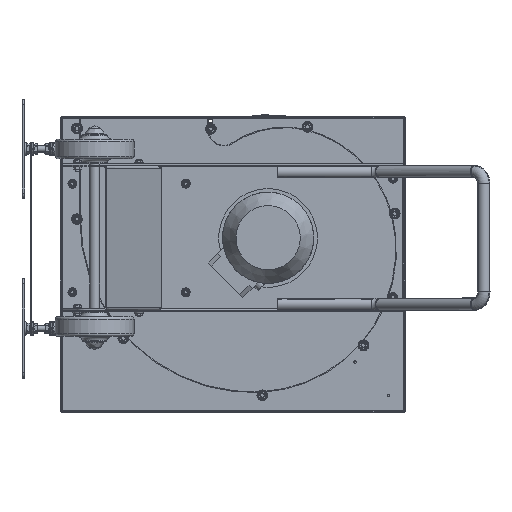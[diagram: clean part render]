
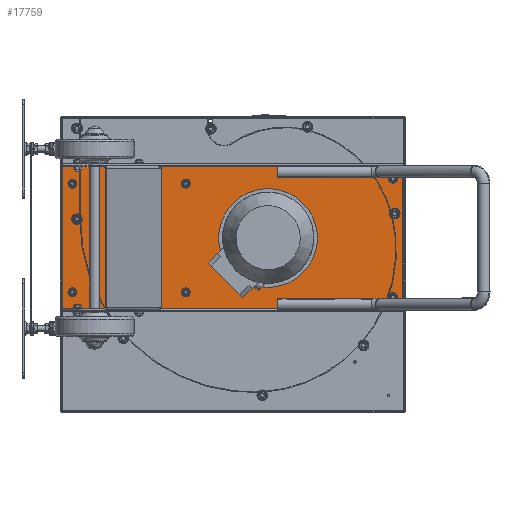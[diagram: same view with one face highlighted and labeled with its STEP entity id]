
A CAD part, top view. The second image highlights one B-rep face of the part: STEP entity #17759.
In plain terms, the highlighted planar face has unit normal (0, 0, 1).
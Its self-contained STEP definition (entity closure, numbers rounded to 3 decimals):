
#1004=FACE_BOUND('',#3677,.T.);
#1005=FACE_BOUND('',#3678,.T.);
#1006=FACE_BOUND('',#3679,.T.);
#1007=FACE_BOUND('',#3680,.T.);
#1008=FACE_BOUND('',#3681,.T.);
#1009=FACE_BOUND('',#3682,.T.);
#1010=FACE_BOUND('',#3683,.T.);
#1011=FACE_BOUND('',#3684,.T.);
#1012=FACE_BOUND('',#3685,.T.);
#1013=FACE_BOUND('',#3686,.T.);
#1014=FACE_BOUND('',#3687,.T.);
#1015=FACE_BOUND('',#3688,.T.);
#1016=FACE_BOUND('',#3689,.T.);
#2427=FACE_OUTER_BOUND('',#3676,.T.);
#3676=EDGE_LOOP('',(#14334,#14335,#14336,#14337));
#3677=EDGE_LOOP('',(#14338));
#3678=EDGE_LOOP('',(#14339));
#3679=EDGE_LOOP('',(#14340));
#3680=EDGE_LOOP('',(#14341));
#3681=EDGE_LOOP('',(#14342));
#3682=EDGE_LOOP('',(#14343));
#3683=EDGE_LOOP('',(#14344));
#3684=EDGE_LOOP('',(#14345));
#3685=EDGE_LOOP('',(#14346));
#3686=EDGE_LOOP('',(#14347));
#3687=EDGE_LOOP('',(#14348));
#3688=EDGE_LOOP('',(#14349));
#3689=EDGE_LOOP('',(#14350));
#5153=CIRCLE('',#19414,4.25);
#5155=CIRCLE('',#19417,4.25);
#5157=CIRCLE('',#19420,4.25);
#5159=CIRCLE('',#19423,4.25);
#5161=CIRCLE('',#19426,4.25);
#5163=CIRCLE('',#19429,4.25);
#5174=CIRCLE('',#19445,5.25);
#5176=CIRCLE('',#19448,5.25);
#5178=CIRCLE('',#19451,5.5);
#5180=CIRCLE('',#19454,5.5);
#5182=CIRCLE('',#19457,5.5);
#5184=CIRCLE('',#19460,5.5);
#5185=CIRCLE('',#19462,65.5);
#6275=LINE('',#28970,#7378);
#6289=LINE('',#29010,#7392);
#6292=LINE('',#29017,#7395);
#6294=LINE('',#29021,#7397);
#7378=VECTOR('',#23471,288.);
#7392=VECTOR('',#23501,288.);
#7395=VECTOR('',#23512,690.);
#7397=VECTOR('',#23518,690.);
#8657=VERTEX_POINT('',#28875);
#8659=VERTEX_POINT('',#28880);
#8661=VERTEX_POINT('',#28885);
#8663=VERTEX_POINT('',#28890);
#8665=VERTEX_POINT('',#28895);
#8667=VERTEX_POINT('',#28900);
#8678=VERTEX_POINT('',#28927);
#8680=VERTEX_POINT('',#28932);
#8682=VERTEX_POINT('',#28937);
#8684=VERTEX_POINT('',#28942);
#8686=VERTEX_POINT('',#28947);
#8688=VERTEX_POINT('',#28952);
#8689=VERTEX_POINT('',#28955);
#8695=VERTEX_POINT('',#28967);
#8696=VERTEX_POINT('',#28969);
#8713=VERTEX_POINT('',#29007);
#8714=VERTEX_POINT('',#29009);
#10704=EDGE_CURVE('',#8657,#8657,#5153,.T.);
#10706=EDGE_CURVE('',#8659,#8659,#5155,.T.);
#10708=EDGE_CURVE('',#8661,#8661,#5157,.T.);
#10710=EDGE_CURVE('',#8663,#8663,#5159,.T.);
#10712=EDGE_CURVE('',#8665,#8665,#5161,.T.);
#10714=EDGE_CURVE('',#8667,#8667,#5163,.T.);
#10725=EDGE_CURVE('',#8678,#8678,#5174,.T.);
#10727=EDGE_CURVE('',#8680,#8680,#5176,.T.);
#10729=EDGE_CURVE('',#8682,#8682,#5178,.T.);
#10731=EDGE_CURVE('',#8684,#8684,#5180,.T.);
#10733=EDGE_CURVE('',#8686,#8686,#5182,.T.);
#10735=EDGE_CURVE('',#8688,#8688,#5184,.T.);
#10736=EDGE_CURVE('',#8689,#8689,#5185,.T.);
#10742=EDGE_CURVE('',#8695,#8696,#6275,.T.);
#10762=EDGE_CURVE('',#8713,#8714,#6289,.T.);
#10766=EDGE_CURVE('',#8695,#8714,#6292,.T.);
#10768=EDGE_CURVE('',#8713,#8696,#6294,.T.);
#14334=ORIENTED_EDGE('',*,*,#10766,.T.);
#14335=ORIENTED_EDGE('',*,*,#10762,.F.);
#14336=ORIENTED_EDGE('',*,*,#10768,.T.);
#14337=ORIENTED_EDGE('',*,*,#10742,.F.);
#14338=ORIENTED_EDGE('',*,*,#10704,.T.);
#14339=ORIENTED_EDGE('',*,*,#10706,.T.);
#14340=ORIENTED_EDGE('',*,*,#10708,.T.);
#14341=ORIENTED_EDGE('',*,*,#10710,.T.);
#14342=ORIENTED_EDGE('',*,*,#10712,.T.);
#14343=ORIENTED_EDGE('',*,*,#10714,.T.);
#14344=ORIENTED_EDGE('',*,*,#10725,.T.);
#14345=ORIENTED_EDGE('',*,*,#10727,.T.);
#14346=ORIENTED_EDGE('',*,*,#10729,.T.);
#14347=ORIENTED_EDGE('',*,*,#10731,.T.);
#14348=ORIENTED_EDGE('',*,*,#10733,.T.);
#14349=ORIENTED_EDGE('',*,*,#10735,.T.);
#14350=ORIENTED_EDGE('',*,*,#10736,.T.);
#17026=PLANE('',#19479);
#17759=ADVANCED_FACE('',(#2427,#1004,#1005,#1006,#1007,#1008,#1009,#1010,
#1011,#1012,#1013,#1014,#1015,#1016),#17026,.T.);
#19414=AXIS2_PLACEMENT_3D('',#28876,#23364,#23365);
#19417=AXIS2_PLACEMENT_3D('',#28881,#23370,#23371);
#19420=AXIS2_PLACEMENT_3D('',#28886,#23376,#23377);
#19423=AXIS2_PLACEMENT_3D('',#28891,#23382,#23383);
#19426=AXIS2_PLACEMENT_3D('',#28896,#23388,#23389);
#19429=AXIS2_PLACEMENT_3D('',#28901,#23394,#23395);
#19445=AXIS2_PLACEMENT_3D('',#28928,#23426,#23427);
#19448=AXIS2_PLACEMENT_3D('',#28933,#23432,#23433);
#19451=AXIS2_PLACEMENT_3D('',#28938,#23438,#23439);
#19454=AXIS2_PLACEMENT_3D('',#28943,#23444,#23445);
#19457=AXIS2_PLACEMENT_3D('',#28948,#23450,#23451);
#19460=AXIS2_PLACEMENT_3D('',#28953,#23456,#23457);
#19462=AXIS2_PLACEMENT_3D('',#28956,#23460,#23461);
#19479=AXIS2_PLACEMENT_3D('',#29020,#23516,#23517);
#23364=DIRECTION('center_axis',(0.,0.,-1.));
#23365=DIRECTION('ref_axis',(1.,0.,0.));
#23370=DIRECTION('center_axis',(0.,0.,-1.));
#23371=DIRECTION('ref_axis',(1.,0.,0.));
#23376=DIRECTION('center_axis',(0.,0.,-1.));
#23377=DIRECTION('ref_axis',(1.,0.,0.));
#23382=DIRECTION('center_axis',(0.,0.,-1.));
#23383=DIRECTION('ref_axis',(1.,0.,0.));
#23388=DIRECTION('center_axis',(0.,0.,-1.));
#23389=DIRECTION('ref_axis',(1.,0.,0.));
#23394=DIRECTION('center_axis',(0.,0.,-1.));
#23395=DIRECTION('ref_axis',(1.,0.,0.));
#23426=DIRECTION('center_axis',(0.,0.,-1.));
#23427=DIRECTION('ref_axis',(-1.,0.,0.));
#23432=DIRECTION('center_axis',(0.,0.,-1.));
#23433=DIRECTION('ref_axis',(-1.,0.,0.));
#23438=DIRECTION('center_axis',(0.,0.,-1.));
#23439=DIRECTION('ref_axis',(1.,0.,0.));
#23444=DIRECTION('center_axis',(0.,0.,-1.));
#23445=DIRECTION('ref_axis',(1.,0.,0.));
#23450=DIRECTION('center_axis',(0.,0.,-1.));
#23451=DIRECTION('ref_axis',(1.,0.,0.));
#23456=DIRECTION('center_axis',(0.,0.,-1.));
#23457=DIRECTION('ref_axis',(1.,0.,0.));
#23460=DIRECTION('center_axis',(0.,0.,-1.));
#23461=DIRECTION('ref_axis',(1.,0.,0.));
#23471=DIRECTION('',(0.,-1.,0.));
#23501=DIRECTION('',(0.,1.,0.));
#23512=DIRECTION('',(-1.,0.,0.));
#23516=DIRECTION('center_axis',(0.,0.,1.));
#23517=DIRECTION('ref_axis',(1.,0.,0.));
#23518=DIRECTION('',(1.,0.,0.));
#28875=CARTESIAN_POINT('',(320.75,-66.2,3.));
#28876=CARTESIAN_POINT('Origin',(325.,-66.2,3.));
#28880=CARTESIAN_POINT('',(320.75,173.8,3.));
#28881=CARTESIAN_POINT('Origin',(325.,173.8,3.));
#28885=CARTESIAN_POINT('',(-99.25,-56.2,3.));
#28886=CARTESIAN_POINT('Origin',(-95.,-56.2,3.));
#28890=CARTESIAN_POINT('',(-99.25,163.8,3.));
#28891=CARTESIAN_POINT('Origin',(-95.,163.8,3.));
#28895=CARTESIAN_POINT('',(-329.25,-56.2,3.));
#28896=CARTESIAN_POINT('Origin',(-325.,-56.2,3.));
#28900=CARTESIAN_POINT('',(-329.25,163.8,3.));
#28901=CARTESIAN_POINT('Origin',(-325.,163.8,3.));
#28927=CARTESIAN_POINT('',(333.8,103.189,3.));
#28928=CARTESIAN_POINT('Origin',(328.55,103.189,3.));
#28932=CARTESIAN_POINT('',(-310.5,92.1,3.));
#28933=CARTESIAN_POINT('Origin',(-315.75,92.1,3.));
#28937=CARTESIAN_POINT('',(18.964,-4.536,3.));
#28938=CARTESIAN_POINT('Origin',(13.464,-4.536,3.));
#28942=CARTESIAN_POINT('',(135.636,-4.536,3.));
#28943=CARTESIAN_POINT('Origin',(130.136,-4.536,3.));
#28947=CARTESIAN_POINT('',(135.636,112.136,3.));
#28948=CARTESIAN_POINT('Origin',(130.136,112.136,3.));
#28952=CARTESIAN_POINT('',(18.964,112.136,3.));
#28953=CARTESIAN_POINT('Origin',(13.464,112.136,3.));
#28955=CARTESIAN_POINT('',(137.3,53.8,3.));
#28956=CARTESIAN_POINT('Origin',(71.8,53.8,3.));
#28967=CARTESIAN_POINT('',(345.,197.8,3.));
#28969=CARTESIAN_POINT('',(345.,-90.2,3.));
#28970=CARTESIAN_POINT('',(345.,203.8,3.));
#29007=CARTESIAN_POINT('',(-345.,-90.2,3.));
#29009=CARTESIAN_POINT('',(-345.,197.8,3.));
#29010=CARTESIAN_POINT('',(-345.,-96.2,3.));
#29017=CARTESIAN_POINT('',(-172.5,197.8,3.));
#29020=CARTESIAN_POINT('Origin',(0.,53.8,3.));
#29021=CARTESIAN_POINT('',(172.5,-90.2,3.));
